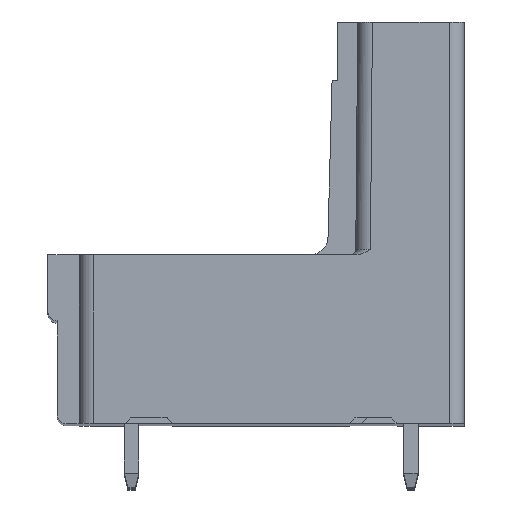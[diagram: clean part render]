
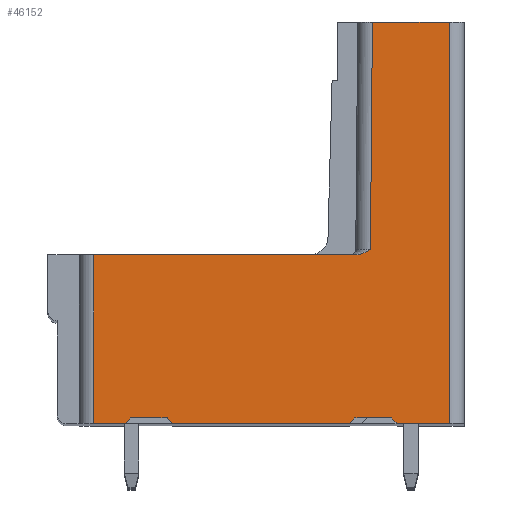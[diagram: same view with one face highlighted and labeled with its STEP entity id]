
A CAD part, top view. The second image highlights one B-rep face of the part: STEP entity #46152.
In plain terms, the highlighted planar face has unit normal (0, 0, 1).
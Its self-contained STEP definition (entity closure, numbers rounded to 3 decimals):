
#4874=DIRECTION('',(1.,0.,0.));
#4875=VECTOR('',#4874,2.85);
#4876=CARTESIAN_POINT('',(-3.644,0.,
-50.253));
#4877=LINE('',#4876,#4875);
#9359=CARTESIAN_POINT('',(-5.857,9.2,
-50.253));
#9678=DIRECTION('',(1.,0.,0.));
#9679=VECTOR('',#9678,2.);
#9680=CARTESIAN_POINT('',(-18.194,0.3,-50.253));
#9681=LINE('',#9680,#9679);
#9686=DIRECTION('',(1.,0.,0.));
#9687=VECTOR('',#9686,14.337);
#9688=CARTESIAN_POINT('',(-20.194,9.2,
-50.253));
#9689=LINE('',#9688,#9687);
#9690=CARTESIAN_POINT('',(-5.857,9.2,
-50.253));
#9691=CARTESIAN_POINT('',(-5.825,9.2,
-50.253));
#9692=CARTESIAN_POINT('',(-5.757,9.204,
-50.253));
#9693=CARTESIAN_POINT('',(-5.644,9.227,
-50.253));
#9694=CARTESIAN_POINT('',(-5.523,9.268,
-50.253));
#9695=CARTESIAN_POINT('',(-5.393,9.328,
-50.253));
#9696=CARTESIAN_POINT('',(-5.255,9.405,
-50.253));
#9697=CARTESIAN_POINT('',(-5.154,9.467,
-50.253));
#9698=CARTESIAN_POINT('',(-5.102,9.5,
-50.253));
#9700=DIRECTION('',(0.009,1.,0.));
#9701=VECTOR('',#9700,12.4);
#9702=CARTESIAN_POINT('',(-5.102,9.5,
-50.253));
#9703=LINE('',#9702,#9701);
#9704=DIRECTION('',(1.,0.,0.));
#9705=VECTOR('',#9704,4.2);
#9706=CARTESIAN_POINT('',(-4.994,21.9,-50.253));
#9707=LINE('',#9706,#9705);
#9708=DIRECTION('',(-0.707,0.707,0.));
#9709=VECTOR('',#9708,0.424);
#9710=CARTESIAN_POINT('',(-3.644,0.,
-50.253));
#9711=LINE('',#9710,#9709);
#9712=DIRECTION('',(-0.707,-0.707,0.));
#9713=VECTOR('',#9712,0.424);
#9714=CARTESIAN_POINT('',(-5.944,0.3,
-50.253));
#9715=LINE('',#9714,#9713);
#9716=DIRECTION('',(-1.,0.,0.));
#9717=VECTOR('',#9716,9.65);
#9718=CARTESIAN_POINT('',(-6.244,0.,
-50.253));
#9719=LINE('',#9718,#9717);
#9720=DIRECTION('',(-0.707,0.707,0.));
#9721=VECTOR('',#9720,0.424);
#9722=CARTESIAN_POINT('',(-15.894,0.,
-50.253));
#9723=LINE('',#9722,#9721);
#9724=DIRECTION('',(-0.707,-0.707,0.));
#9725=VECTOR('',#9724,0.424);
#9726=CARTESIAN_POINT('',(-18.194,0.3,-50.253));
#9727=LINE('',#9726,#9725);
#9728=DIRECTION('',(-1.,0.,0.));
#9729=VECTOR('',#9728,1.7);
#9730=CARTESIAN_POINT('',(-18.494,0.,
-50.253));
#9731=LINE('',#9730,#9729);
#9732=DIRECTION('',(0.,1.,0.));
#9733=VECTOR('',#9732,9.2);
#9734=CARTESIAN_POINT('',(-20.194,0.,
-50.253));
#9735=LINE('',#9734,#9733);
#11127=DIRECTION('',(1.,0.,0.));
#11128=VECTOR('',#11127,2.);
#11129=CARTESIAN_POINT('',(-5.944,0.3,
-50.253));
#11130=LINE('',#11129,#11128);
#18423=DIRECTION('',(0.,1.,0.));
#18424=VECTOR('',#18423,21.9);
#18425=CARTESIAN_POINT('',(-0.794,0.,
-50.253));
#18426=LINE('',#18425,#18424);
#25818=CARTESIAN_POINT('',(-0.794,21.9,-50.253));
#25819=VERTEX_POINT('',#25818);
#25820=CARTESIAN_POINT('',(-4.994,21.9,-50.253));
#25821=VERTEX_POINT('',#25820);
#25865=CARTESIAN_POINT('',(-20.194,0.,
-50.253));
#25866=VERTEX_POINT('',#25865);
#25867=CARTESIAN_POINT('',(-18.494,0.,
-50.253));
#25868=VERTEX_POINT('',#25867);
#25881=CARTESIAN_POINT('',(-15.894,0.,
-50.253));
#25882=VERTEX_POINT('',#25881);
#25883=CARTESIAN_POINT('',(-6.244,0.,
-50.253));
#25884=VERTEX_POINT('',#25883);
#25905=CARTESIAN_POINT('',(-3.644,0.,
-50.253));
#25906=VERTEX_POINT('',#25905);
#25907=CARTESIAN_POINT('',(-0.794,0.,
-50.253));
#25908=VERTEX_POINT('',#25907);
#26017=VERTEX_POINT('',#9359);
#26018=CARTESIAN_POINT('',(-20.194,9.2,
-50.253));
#26019=VERTEX_POINT('',#26018);
#26209=CARTESIAN_POINT('',(-16.194,0.3,
-50.253));
#26210=VERTEX_POINT('',#26209);
#26211=CARTESIAN_POINT('',(-18.194,0.3,-50.253));
#26212=VERTEX_POINT('',#26211);
#26213=VERTEX_POINT('',#9698);
#26214=CARTESIAN_POINT('',(-3.944,0.3,
-50.253));
#26215=VERTEX_POINT('',#26214);
#26216=CARTESIAN_POINT('',(-5.944,0.3,
-50.253));
#26217=VERTEX_POINT('',#26216);
#46122=CARTESIAN_POINT('',(-6.202,9.5,-50.253));
#46123=DIRECTION('',(0.,0.,1.));
#46124=DIRECTION('',(-1.,0.,0.));
#46125=AXIS2_PLACEMENT_3D('',#46122,#46123,#46124);
#46126=PLANE('',#46125);
#46127=ORIENTED_EDGE('',*,*,#45079,.T.);
#46129=ORIENTED_EDGE('',*,*,#46128,.T.);
#46131=ORIENTED_EDGE('',*,*,#46130,.T.);
#46133=ORIENTED_EDGE('',*,*,#46132,.T.);
#46135=ORIENTED_EDGE('',*,*,#46134,.F.);
#46136=ORIENTED_EDGE('',*,*,#39096,.F.);
#46138=ORIENTED_EDGE('',*,*,#46137,.T.);
#46140=ORIENTED_EDGE('',*,*,#46139,.F.);
#46142=ORIENTED_EDGE('',*,*,#46141,.T.);
#46143=ORIENTED_EDGE('',*,*,#39072,.T.);
#46144=ORIENTED_EDGE('',*,*,#46089,.T.);
#46145=ORIENTED_EDGE('',*,*,#46103,.F.);
#46146=ORIENTED_EDGE('',*,*,#46116,.T.);
#46147=ORIENTED_EDGE('',*,*,#39056,.T.);
#46149=ORIENTED_EDGE('',*,*,#46148,.T.);
#46150=EDGE_LOOP('',(#46127,#46129,#46131,#46133,#46135,#46136,#46138,#46140,
#46142,#46143,#46144,#46145,#46146,#46147,#46149));
#46151=FACE_OUTER_BOUND('',#46150,.F.);
#46152=ADVANCED_FACE('',(#46151),#46126,.T.);
#9699=B_SPLINE_CURVE_WITH_KNOTS('',3,(#9690,#9691,#9692,#9693,#9694,#9695,#9696,
#9697,#9698),.UNSPECIFIED.,.F.,.F.,(4,1,1,1,1,1,4),(0.,0.167,
0.333,0.5,0.667,0.833,1.),
.UNSPECIFIED.);
#39056=EDGE_CURVE('',#25868,#25866,#9731,.T.);
#39072=EDGE_CURVE('',#25884,#25882,#9719,.T.);
#39096=EDGE_CURVE('',#25906,#25908,#4877,.T.);
#45079=EDGE_CURVE('',#26019,#26017,#9689,.T.);
#46089=EDGE_CURVE('',#25882,#26210,#9723,.T.);
#46103=EDGE_CURVE('',#26212,#26210,#9681,.T.);
#46116=EDGE_CURVE('',#26212,#25868,#9727,.T.);
#46128=EDGE_CURVE('',#26017,#26213,#9699,.T.);
#46130=EDGE_CURVE('',#26213,#25821,#9703,.T.);
#46132=EDGE_CURVE('',#25821,#25819,#9707,.T.);
#46134=EDGE_CURVE('',#25908,#25819,#18426,.T.);
#46137=EDGE_CURVE('',#25906,#26215,#9711,.T.);
#46139=EDGE_CURVE('',#26217,#26215,#11130,.T.);
#46141=EDGE_CURVE('',#26217,#25884,#9715,.T.);
#46148=EDGE_CURVE('',#25866,#26019,#9735,.T.);
